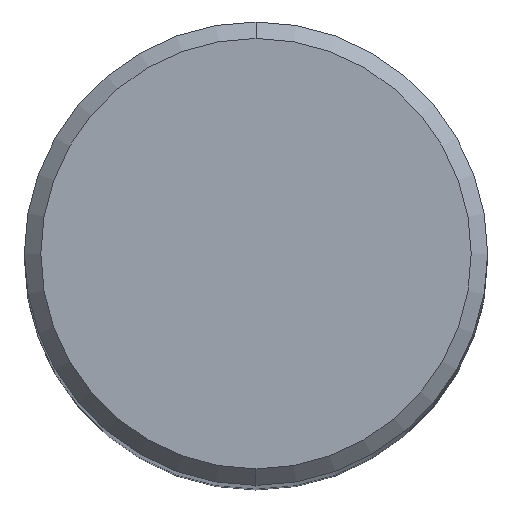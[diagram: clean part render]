
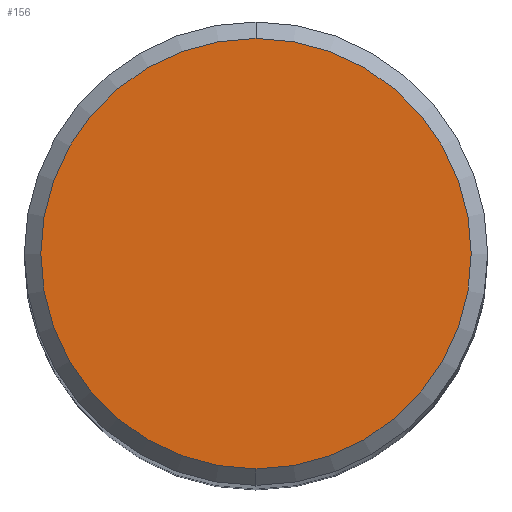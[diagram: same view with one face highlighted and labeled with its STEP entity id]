
A CAD part, top view. The second image highlights one B-rep face of the part: STEP entity #156.
In plain terms, the highlighted planar face has unit normal (0, 0, 1).
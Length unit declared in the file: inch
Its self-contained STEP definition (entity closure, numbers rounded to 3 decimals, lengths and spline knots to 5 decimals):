
#1 = CARTESIAN_POINT ( 'NONE',  ( 0., 0., 0. ) ) ;
#2 = VERTEX_POINT ( 'NONE', #350 ) ;
#46 = CARTESIAN_POINT ( 'NONE',  ( 0., -0.26125, 0. ) ) ;
#59 = DIRECTION ( 'NONE',  ( 0., -1., 0. ) ) ;
#142 = EDGE_CURVE ( 'NONE', #404, #2, #256, .T. ) ;
#154 = FACE_OUTER_BOUND ( 'NONE', #355, .T. ) ;
#156 = ADVANCED_FACE ( 'NONE', ( #154 ), #306, .F. ) ;
#160 = DIRECTION ( 'NONE',  ( 0., 1., 0. ) ) ;
#190 = ORIENTED_EDGE ( 'NONE', *, *, #142, .T. ) ;
#217 = AXIS2_PLACEMENT_3D ( 'NONE', #339, #312, #59 ) ;
#256 = CIRCLE ( 'NONE', #217, 0.26125 ) ;
#289 = CARTESIAN_POINT ( 'NONE',  ( 0., 0.26125, 0. ) ) ;
#298 = AXIS2_PLACEMENT_3D ( 'NONE', #1, #382, #325 ) ;
#306 = PLANE ( 'NONE',  #364 ) ;
#312 = DIRECTION ( 'NONE',  ( 0., 0., 1. ) ) ;
#325 = DIRECTION ( 'NONE',  ( 0., -1., 0. ) ) ;
#326 = EDGE_CURVE ( 'NONE', #2, #404, #331, .T. ) ;
#331 = CIRCLE ( 'NONE', #298, 0.26125 ) ;
#339 = CARTESIAN_POINT ( 'NONE',  ( 0., 0., 0. ) ) ;
#350 = CARTESIAN_POINT ( 'NONE',  ( 0., 0.26125, 0. ) ) ;
#355 = EDGE_LOOP ( 'NONE', ( #370, #190 ) ) ;
#364 = AXIS2_PLACEMENT_3D ( 'NONE', #289, #371, #160 ) ;
#370 = ORIENTED_EDGE ( 'NONE', *, *, #326, .T. ) ;
#371 = DIRECTION ( 'NONE',  ( 0., 0., -1. ) ) ;
#382 = DIRECTION ( 'NONE',  ( 0., 0., 1. ) ) ;
#404 = VERTEX_POINT ( 'NONE', #46 ) ;
